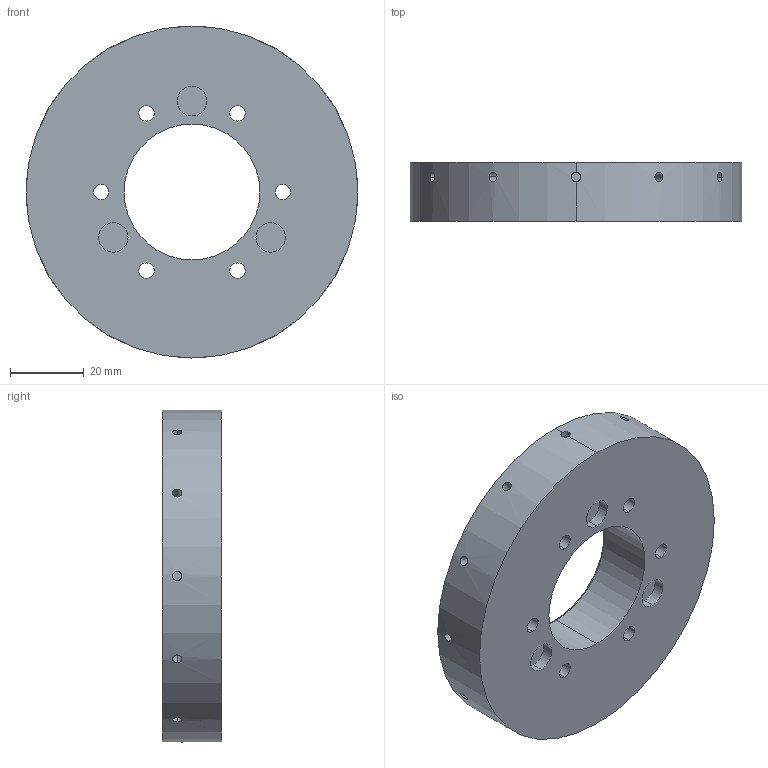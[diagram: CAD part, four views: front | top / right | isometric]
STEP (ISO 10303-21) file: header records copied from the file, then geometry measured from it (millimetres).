
FILE_DESCRIPTION (( 'STEP AP214' ), '1' );
FILE_NAME ('fsa80_29e_output_long.step', '2024-09-12T07:57:17', ( '' ), ( '' ), 'SwSTEP 2.0', 'SolidWorks 2021', '' );
FILE_SCHEMA (( 'AUTOMOTIVE_DESIGN' ));
Length unit declared in the file: millimetre
Products named in the file (1): fsa80_29e_output_long
Bounding box: 89.9 x 16 x 89.9 mm (x, y, z)
Volume: 80646.4 mm3; surface area: 19636.9 mm2
Topology: 1 solids, 1 shells, 83 faces, 184 edges, 122 vertices
Faces by surface type: cylinder 58, plane 23, torus 2
Entity records: 2804 total; most frequent: CARTESIAN_POINT 850, DIRECTION 420, ORIENTED_EDGE 368, EDGE_CURVE 184, AXIS2_PLACEMENT_3D 180, VERTEX_POINT 122, EDGE_LOOP 116, CIRCLE 96
